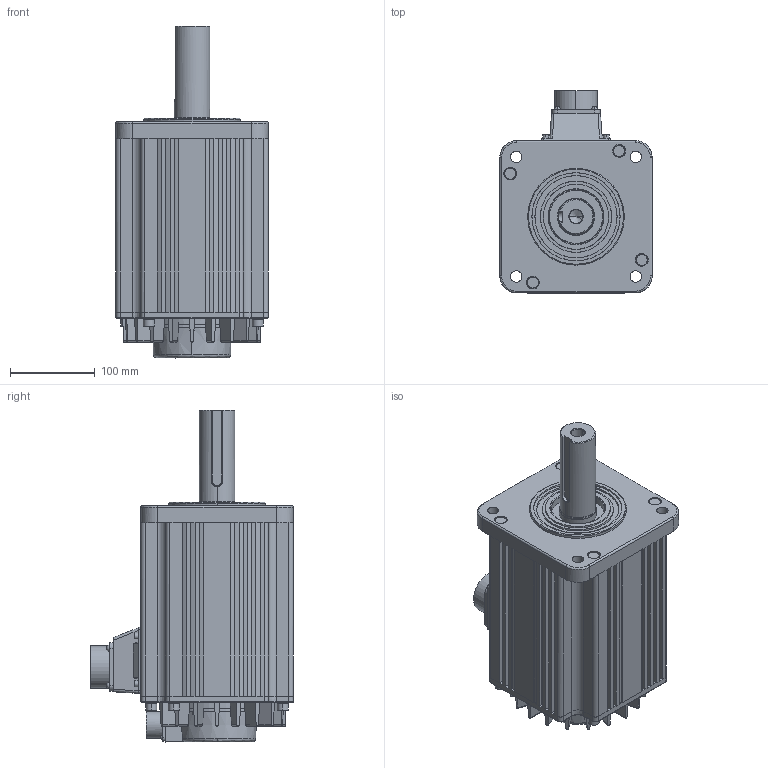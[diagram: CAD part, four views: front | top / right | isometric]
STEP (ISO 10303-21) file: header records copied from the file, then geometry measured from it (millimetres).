
FILE_DESCRIPTION (( 'STEP AP214' ), '1' );
FILE_NAME ('SV2H-255N.STEP', '2020-10-14T00:04:12', ( '' ), ( '' ), 'SwSTEP 2.0', 'SolidWorks 2017', '' );
FILE_SCHEMA (( 'AUTOMOTIVE_DESIGN' ));
Length unit declared in the file: inch
Products named in the file (1): SV2H-255N
Bounding box: 180 x 239.2 x 392.4 mm (x, y, z)
Volume: 7428476 mm3; surface area: 370071.3 mm2
Topology: 1 solids, 1 shells, 615 faces, 1461 edges, 918 vertices
Faces by surface type: plane 319, cylinder 216, cone 41, bspline 23, torus 16
Entity records: 23961 total; most frequent: CARTESIAN_POINT 10206, ORIENTED_EDGE 2918, DIRECTION 2681, EDGE_CURVE 1459, AXIS2_PLACEMENT_3D 928, VERTEX_POINT 918, LINE 825, VECTOR 825
